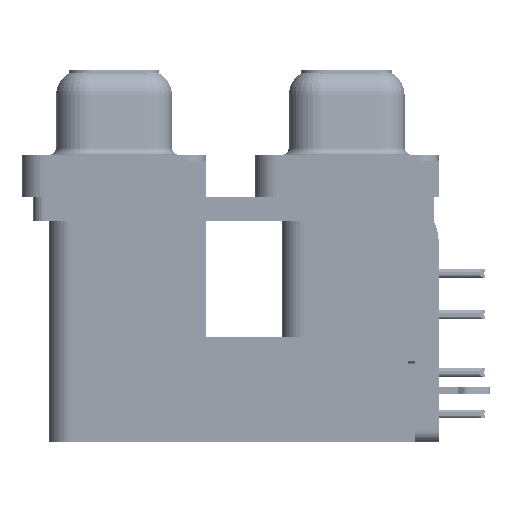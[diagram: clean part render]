
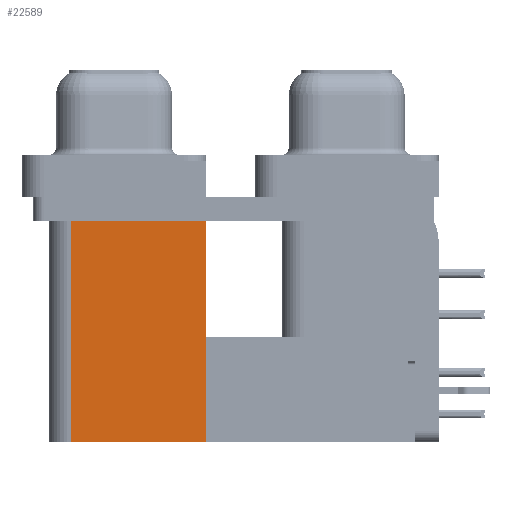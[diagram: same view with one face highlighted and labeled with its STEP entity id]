
A CAD part, left-side view. The second image highlights one B-rep face of the part: STEP entity #22589.
In plain terms, the highlighted planar face has unit normal (-1, 0, 0).
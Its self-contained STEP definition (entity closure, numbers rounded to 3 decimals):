
#3064 = ORIENTED_EDGE ( 'NONE', *, *, #21790, .T. ) ;
#4724 = DIRECTION ( 'NONE',  ( 0., 0., 1. ) ) ;
#5246 = VECTOR ( 'NONE', #30576, 1000. ) ;
#6545 = LINE ( 'NONE', #20761, #30067 ) ;
#6546 = DIRECTION ( 'NONE',  ( 1., 0., 0. ) ) ;
#7183 = CARTESIAN_POINT ( 'NONE',  ( 3.7, 9.6, -19.2 ) ) ;
#8756 = ORIENTED_EDGE ( 'NONE', *, *, #49101, .T. ) ;
#10132 = CARTESIAN_POINT ( 'NONE',  ( 3.7, 18.8, -2.5 ) ) ;
#10651 = EDGE_LOOP ( 'NONE', ( #8756, #44297, #14185, #3064 ) ) ;
#10682 = EDGE_CURVE ( 'NONE', #42815, #36805, #18314, .T. ) ;
#10694 = LINE ( 'NONE', #29034, #14874 ) ;
#10896 = EDGE_CURVE ( 'NONE', #40309, #42815, #16358, .T. ) ;
#14185 = ORIENTED_EDGE ( 'NONE', *, *, #10896, .F. ) ;
#14874 = VECTOR ( 'NONE', #49196, 1000. ) ;
#15428 = FACE_OUTER_BOUND ( 'NONE', #10651, .T. ) ;
#16342 = CARTESIAN_POINT ( 'NONE',  ( 3.7, 9.6, -19.2 ) ) ;
#16358 = LINE ( 'NONE', #7183, #5246 ) ;
#16531 = CARTESIAN_POINT ( 'NONE',  ( 3.7, 9.6, -19.2 ) ) ;
#16888 = VECTOR ( 'NONE', #4724, 1000. ) ;
#18314 = LINE ( 'NONE', #37573, #16888 ) ;
#20761 = CARTESIAN_POINT ( 'NONE',  ( 3.7, 9.6, -19.2 ) ) ;
#21790 = EDGE_CURVE ( 'NONE', #40309, #23548, #6545, .T. ) ;
#22589 = ADVANCED_FACE ( 'NONE', ( #15428 ), #58639, .F. ) ;
#23548 = VERTEX_POINT ( 'NONE', #41741 ) ;
#25694 = CARTESIAN_POINT ( 'NONE',  ( 3.7, 18.8, -19.2 ) ) ;
#29034 = CARTESIAN_POINT ( 'NONE',  ( 3.7, 9.6, -2.5 ) ) ;
#30067 = VECTOR ( 'NONE', #35278, 1000. ) ;
#30576 = DIRECTION ( 'NONE',  ( 0., 1., 0. ) ) ;
#35278 = DIRECTION ( 'NONE',  ( 0., 0., 1. ) ) ;
#36805 = VERTEX_POINT ( 'NONE', #10132 ) ;
#37573 = CARTESIAN_POINT ( 'NONE',  ( 3.7, 18.8, -19.2 ) ) ;
#40309 = VERTEX_POINT ( 'NONE', #16531 ) ;
#41741 = CARTESIAN_POINT ( 'NONE',  ( 3.7, 9.6, -2.5 ) ) ;
#42600 = AXIS2_PLACEMENT_3D ( 'NONE', #16342, #6546, #54208 ) ;
#42815 = VERTEX_POINT ( 'NONE', #25694 ) ;
#44297 = ORIENTED_EDGE ( 'NONE', *, *, #10682, .F. ) ;
#49101 = EDGE_CURVE ( 'NONE', #23548, #36805, #10694, .T. ) ;
#49196 = DIRECTION ( 'NONE',  ( 0., 1., 0. ) ) ;
#54208 = DIRECTION ( 'NONE',  ( 0., 1., 0. ) ) ;
#58639 = PLANE ( 'NONE',  #42600 ) ;
